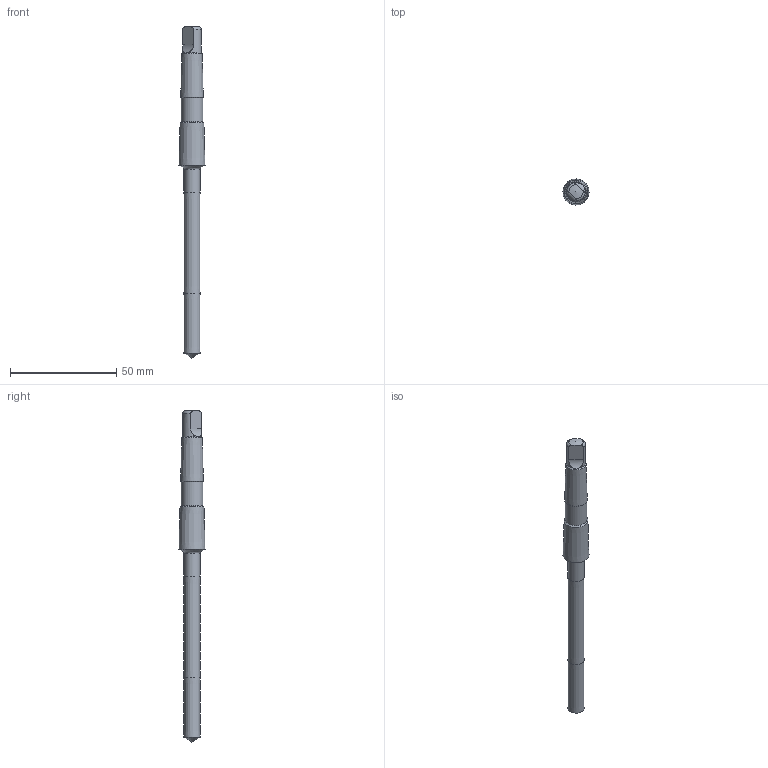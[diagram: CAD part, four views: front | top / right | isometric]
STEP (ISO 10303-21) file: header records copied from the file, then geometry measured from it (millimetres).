
FILE_DESCRIPTION(/* description */ ('A13019/64'),/* implementation_level */ '2;1');
FILE_NAME(/* name */ 'CAPP~~210908174429~5969238~MOD~TM01_00~ISO~FR.STP',/* time_stamp */ '2021-09-08T17:45:28+02:00',/* author */ ('System'),/* organization */ ('Dormer Pramet'),/* preprocessor_version */ 'ST-DEVELOPER v16.7',/* originating_system */ 'SIEMENS PLM Software NX 12.0',/* authorisation */ '');
FILE_SCHEMA (('AUTOMOTIVE_DESIGN { 1 0 10303 214 3 1 1 1 }'));
Length unit declared in the file: millimetre
Products named in the file (1): CAPP~~210908174429~5969238~MOD~TM01_00~ISO~FR
Bounding box: 12.23 x 12.23 x 156 mm (x, y, z)
Volume: 9375.2 mm3; surface area: 4431.2 mm2
Topology: 2 solids, 2 shells, 24 faces, 59 edges, 39 vertices
Faces by surface type: cone 11, cylinder 6, plane 4, torus 3
Full cylindrical faces by diameter (mm): 7.54 x1, 10.1 x1
Entity records: 794 total; most frequent: CARTESIAN_POINT 272, DIRECTION 100, ORIENTED_EDGE 74, AXIS2_PLACEMENT_3D 47, EDGE_CURVE 37, EDGE_LOOP 36, VERTEX_POINT 31, FACE_BOUND 28
